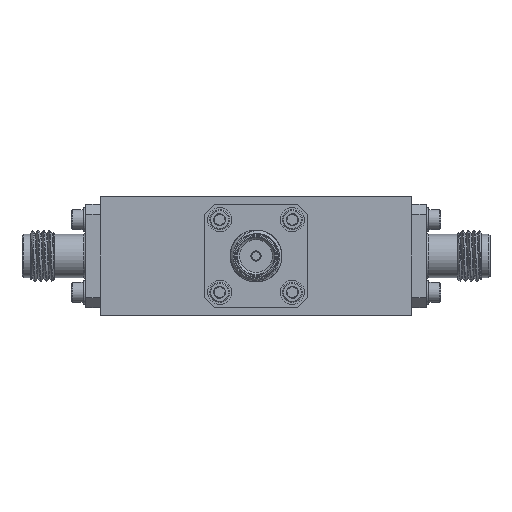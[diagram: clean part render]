
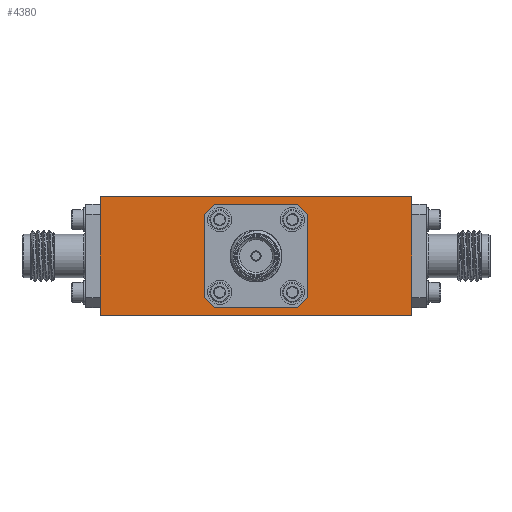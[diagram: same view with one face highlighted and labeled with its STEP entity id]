
A CAD part, left-side view. The second image highlights one B-rep face of the part: STEP entity #4380.
In plain terms, the highlighted planar face has unit normal (-1, 0, 0).
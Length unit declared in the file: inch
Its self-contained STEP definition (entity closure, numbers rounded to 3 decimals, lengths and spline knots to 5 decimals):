
#368 = CARTESIAN_POINT ( 'NONE',  ( -1.25, -0.25, -0.25 ) ) ;
#578 = DIRECTION ( 'NONE',  ( 0., 0.707, 0.707 ) ) ;
#1008 = VECTOR ( 'NONE', #16178, 39.37008 ) ;
#1036 = CARTESIAN_POINT ( 'NONE',  ( -1.25, 0.75, -0.28543 ) ) ;
#1244 = ORIENTED_EDGE ( 'NONE', *, *, #50691, .F. ) ;
#1634 = CARTESIAN_POINT ( 'NONE',  ( -1.25, -0.75, 0.28543 ) ) ;
#1705 = CARTESIAN_POINT ( 'NONE',  ( -1.25, 0.225, 0.225 ) ) ;
#1910 = CARTESIAN_POINT ( 'NONE',  ( -1.25, 0.2, 0.25 ) ) ;
#2331 = ORIENTED_EDGE ( 'NONE', *, *, #38440, .T. ) ;
#2540 = ORIENTED_EDGE ( 'NONE', *, *, #29048, .T. ) ;
#3334 = ORIENTED_EDGE ( 'NONE', *, *, #16720, .T. ) ;
#3349 = VERTEX_POINT ( 'NONE', #49733 ) ;
#3467 = EDGE_CURVE ( 'NONE', #48649, #21261, #4927, .T. ) ;
#3673 = CARTESIAN_POINT ( 'NONE',  ( -1.25, -0.2, 0.25 ) ) ;
#4307 = VECTOR ( 'NONE', #16410, 39.37008 ) ;
#4380 = ADVANCED_FACE ( 'NONE', ( #47205, #43109 ), #22387, .F. ) ;
#4662 = CARTESIAN_POINT ( 'NONE',  ( -1.25, 0.225, -0.225 ) ) ;
#4927 = LINE ( 'NONE', #36895, #1008 ) ;
#5262 = DIRECTION ( 'NONE',  ( 0., -0.707, 0.707 ) ) ;
#5719 = CARTESIAN_POINT ( 'NONE',  ( -1.25, -0.25, -0.25 ) ) ;
#5975 = LINE ( 'NONE', #13924, #24876 ) ;
#6167 = ORIENTED_EDGE ( 'NONE', *, *, #3467, .F. ) ;
#6246 = DIRECTION ( 'NONE',  ( 0., 0., -1. ) ) ;
#7155 = ORIENTED_EDGE ( 'NONE', *, *, #13100, .F. ) ;
#7630 = LINE ( 'NONE', #21728, #42974 ) ;
#8272 = CARTESIAN_POINT ( 'NONE',  ( -1.25, -0.25, -0.2 ) ) ;
#8337 = EDGE_CURVE ( 'NONE', #45629, #53739, #16939, .T. ) ;
#8645 = CARTESIAN_POINT ( 'NONE',  ( -1.25, 0.25, 0.2 ) ) ;
#8738 = EDGE_LOOP ( 'NONE', ( #3334, #7155, #31197, #45501 ) ) ;
#11292 = CARTESIAN_POINT ( 'NONE',  ( -1.25, -0.75, 0.28543 ) ) ;
#11541 = LINE ( 'NONE', #53296, #43510 ) ;
#11548 = CARTESIAN_POINT ( 'NONE',  ( -1.25, 0.75, 0.28543 ) ) ;
#13100 = EDGE_CURVE ( 'NONE', #53739, #51238, #7630, .T. ) ;
#13251 = LINE ( 'NONE', #38044, #21121 ) ;
#13665 = LINE ( 'NONE', #5719, #38178 ) ;
#13924 = CARTESIAN_POINT ( 'NONE',  ( -1.25, 0.25, -0.25 ) ) ;
#14017 = LINE ( 'NONE', #1705, #36591 ) ;
#16178 = DIRECTION ( 'NONE',  ( 0., 1., 0. ) ) ;
#16410 = DIRECTION ( 'NONE',  ( 0., -1., 0. ) ) ;
#16720 = EDGE_CURVE ( 'NONE', #27170, #51238, #13251, .T. ) ;
#16939 = LINE ( 'NONE', #20226, #4307 ) ;
#17064 = DIRECTION ( 'NONE',  ( 0., -1., 0. ) ) ;
#18300 = DIRECTION ( 'NONE',  ( 1., 0., 0. ) ) ;
#19268 = DIRECTION ( 'NONE',  ( 0., 0., -1. ) ) ;
#19996 = DIRECTION ( 'NONE',  ( 0., 0.707, -0.707 ) ) ;
#20226 = CARTESIAN_POINT ( 'NONE',  ( -1.25, -0.75, 0.28543 ) ) ;
#20819 = LINE ( 'NONE', #29278, #46046 ) ;
#21111 = LINE ( 'NONE', #368, #53472 ) ;
#21121 = VECTOR ( 'NONE', #17064, 39.37008 ) ;
#21261 = VERTEX_POINT ( 'NONE', #1910 ) ;
#21728 = CARTESIAN_POINT ( 'NONE',  ( -1.25, -0.75, 0.28543 ) ) ;
#22015 = LINE ( 'NONE', #47098, #48903 ) ;
#22165 = VERTEX_POINT ( 'NONE', #45113 ) ;
#22387 = PLANE ( 'NONE',  #51636 ) ;
#23572 = EDGE_CURVE ( 'NONE', #53095, #22165, #13665, .T. ) ;
#24289 = DIRECTION ( 'NONE',  ( 0., 0., -1. ) ) ;
#24876 = VECTOR ( 'NONE', #6246, 39.37008 ) ;
#25937 = LINE ( 'NONE', #4662, #46938 ) ;
#26597 = EDGE_CURVE ( 'NONE', #51342, #52965, #21111, .T. ) ;
#27170 = VERTEX_POINT ( 'NONE', #1036 ) ;
#29048 = EDGE_CURVE ( 'NONE', #34480, #21261, #14017, .T. ) ;
#29278 = CARTESIAN_POINT ( 'NONE',  ( -1.25, -0.225, 0.225 ) ) ;
#29563 = DIRECTION ( 'NONE',  ( 0., -1., 0. ) ) ;
#30846 = DIRECTION ( 'NONE',  ( 0., 1., 0. ) ) ;
#31197 = ORIENTED_EDGE ( 'NONE', *, *, #8337, .F. ) ;
#33755 = EDGE_LOOP ( 'NONE', ( #39256, #34813, #1244, #2540, #6167, #2331, #50676, #46225 ) ) ;
#34480 = VERTEX_POINT ( 'NONE', #8645 ) ;
#34813 = ORIENTED_EDGE ( 'NONE', *, *, #39800, .T. ) ;
#35740 = EDGE_CURVE ( 'NONE', #45629, #27170, #22015, .T. ) ;
#35891 = CARTESIAN_POINT ( 'NONE',  ( -1.25, -0.2, -0.25 ) ) ;
#36591 = VECTOR ( 'NONE', #5262, 39.37008 ) ;
#36895 = CARTESIAN_POINT ( 'NONE',  ( -1.25, -0.25, 0.25 ) ) ;
#37455 = DIRECTION ( 'NONE',  ( 0., -0.707, -0.707 ) ) ;
#38044 = CARTESIAN_POINT ( 'NONE',  ( -1.25, -0.75, -0.28543 ) ) ;
#38178 = VECTOR ( 'NONE', #38467, 39.37008 ) ;
#38440 = EDGE_CURVE ( 'NONE', #48649, #22165, #20819, .T. ) ;
#38467 = DIRECTION ( 'NONE',  ( 0., 0., 1. ) ) ;
#39256 = ORIENTED_EDGE ( 'NONE', *, *, #26597, .F. ) ;
#39800 = EDGE_CURVE ( 'NONE', #51342, #3349, #25937, .T. ) ;
#40398 = EDGE_CURVE ( 'NONE', #53095, #52965, #11541, .T. ) ;
#40478 = CARTESIAN_POINT ( 'NONE',  ( -1.25, 0.2, -0.25 ) ) ;
#42974 = VECTOR ( 'NONE', #24289, 39.37008 ) ;
#43109 = FACE_BOUND ( 'NONE', #33755, .T. ) ;
#43485 = CARTESIAN_POINT ( 'NONE',  ( -1.25, -0.75, -0.28543 ) ) ;
#43510 = VECTOR ( 'NONE', #19996, 39.37008 ) ;
#45113 = CARTESIAN_POINT ( 'NONE',  ( -1.25, -0.25, 0.2 ) ) ;
#45501 = ORIENTED_EDGE ( 'NONE', *, *, #35740, .T. ) ;
#45629 = VERTEX_POINT ( 'NONE', #11548 ) ;
#46046 = VECTOR ( 'NONE', #37455, 39.37008 ) ;
#46225 = ORIENTED_EDGE ( 'NONE', *, *, #40398, .T. ) ;
#46938 = VECTOR ( 'NONE', #578, 39.37008 ) ;
#47098 = CARTESIAN_POINT ( 'NONE',  ( -1.25, 0.75, 0.28543 ) ) ;
#47205 = FACE_OUTER_BOUND ( 'NONE', #8738, .T. ) ;
#48649 = VERTEX_POINT ( 'NONE', #3673 ) ;
#48903 = VECTOR ( 'NONE', #19268, 39.37008 ) ;
#49733 = CARTESIAN_POINT ( 'NONE',  ( -1.25, 0.25, -0.2 ) ) ;
#50676 = ORIENTED_EDGE ( 'NONE', *, *, #23572, .F. ) ;
#50691 = EDGE_CURVE ( 'NONE', #34480, #3349, #5975, .T. ) ;
#51238 = VERTEX_POINT ( 'NONE', #43485 ) ;
#51342 = VERTEX_POINT ( 'NONE', #40478 ) ;
#51636 = AXIS2_PLACEMENT_3D ( 'NONE', #1634, #18300, #30846 ) ;
#52965 = VERTEX_POINT ( 'NONE', #35891 ) ;
#53095 = VERTEX_POINT ( 'NONE', #8272 ) ;
#53296 = CARTESIAN_POINT ( 'NONE',  ( -1.25, -0.225, -0.225 ) ) ;
#53472 = VECTOR ( 'NONE', #29563, 39.37008 ) ;
#53739 = VERTEX_POINT ( 'NONE', #11292 ) ;
